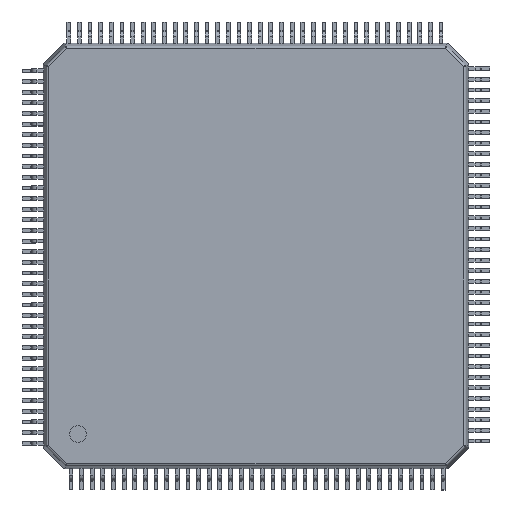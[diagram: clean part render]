
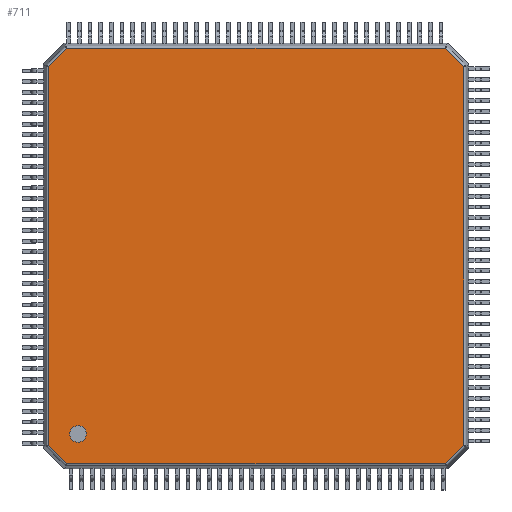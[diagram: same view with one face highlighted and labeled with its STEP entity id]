
A CAD part, top view. The second image highlights one B-rep face of the part: STEP entity #711.
In plain terms, the highlighted planar face has unit normal (0, 0, 1).
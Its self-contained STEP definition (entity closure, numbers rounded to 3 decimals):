
#711 = ADVANCED_FACE ( 'NONE', ( #49051, #1855 ), #93979, .F. ) ;
#1052 = VERTEX_POINT ( 'NONE', #65981 ) ;
#1855 = FACE_OUTER_BOUND ( 'NONE', #14080, .T. ) ;
#1906 = LINE ( 'NONE', #83047, #93651 ) ;
#1966 = LINE ( 'NONE', #32609, #85175 ) ;
#2328 = DIRECTION ( 'NONE',  ( -1., 0., 0. ) ) ;
#2330 = EDGE_CURVE ( 'NONE', #52669, #74546, #82510, .T. ) ;
#2790 = VERTEX_POINT ( 'NONE', #61919 ) ;
#2830 = DIRECTION ( 'NONE',  ( 0., 0., -1. ) ) ;
#6309 = EDGE_CURVE ( 'NONE', #43993, #52669, #66691, .T. ) ;
#7764 = LINE ( 'NONE', #45012, #22588 ) ;
#8441 = CARTESIAN_POINT ( 'NONE',  ( 9.77, -8.905, 0.7 ) ) ;
#11797 = VECTOR ( 'NONE', #64073, 1000. ) ;
#14080 = EDGE_LOOP ( 'NONE', ( #41944, #34627, #39450, #70279, #54967, #75386, #86879, #26969 ) ) ;
#14586 = CARTESIAN_POINT ( 'NONE',  ( 9.77, 0., 0.7 ) ) ;
#15840 = VECTOR ( 'NONE', #53579, 1000. ) ;
#17878 = CARTESIAN_POINT ( 'NONE',  ( 0., -9.77, 0.7 ) ) ;
#20104 = CARTESIAN_POINT ( 'NONE',  ( -9.77, 8.905, 0.7 ) ) ;
#20340 = EDGE_LOOP ( 'NONE', ( #27917, #52282 ) ) ;
#20513 = DIRECTION ( 'NONE',  ( 0.707, 0.707, 0. ) ) ;
#21017 = VERTEX_POINT ( 'NONE', #29007 ) ;
#21225 = CARTESIAN_POINT ( 'NONE',  ( -8.365, -8.365, 0.7 ) ) ;
#22588 = VECTOR ( 'NONE', #83270, 1000. ) ;
#22902 = CARTESIAN_POINT ( 'NONE',  ( 9.338, 9.338, 0.7 ) ) ;
#24932 = CARTESIAN_POINT ( 'NONE',  ( 0., 0., 0.7 ) ) ;
#26030 = EDGE_CURVE ( 'NONE', #74546, #84092, #93436, .T. ) ;
#26969 = ORIENTED_EDGE ( 'NONE', *, *, #45956, .T. ) ;
#27801 = DIRECTION ( 'NONE',  ( 0., 0., 1. ) ) ;
#27917 = ORIENTED_EDGE ( 'NONE', *, *, #77950, .F. ) ;
#28697 = DIRECTION ( 'NONE',  ( 0., 1., 0. ) ) ;
#28707 = CARTESIAN_POINT ( 'NONE',  ( 0., 9.77, 0.7 ) ) ;
#29007 = CARTESIAN_POINT ( 'NONE',  ( -8.905, 9.77, 0.7 ) ) ;
#31616 = EDGE_CURVE ( 'NONE', #95927, #1052, #1906, .T. ) ;
#32536 = DIRECTION ( 'NONE',  ( 0.707, -0.707, 0. ) ) ;
#32609 = CARTESIAN_POINT ( 'NONE',  ( -9.338, 9.338, 0.7 ) ) ;
#34627 = ORIENTED_EDGE ( 'NONE', *, *, #31616, .T. ) ;
#35054 = VECTOR ( 'NONE', #20513, 1000. ) ;
#36692 = DIRECTION ( 'NONE',  ( 0., 0., 1. ) ) ;
#39450 = ORIENTED_EDGE ( 'NONE', *, *, #69923, .T. ) ;
#41944 = ORIENTED_EDGE ( 'NONE', *, *, #79591, .T. ) ;
#42366 = CARTESIAN_POINT ( 'NONE',  ( -8.365, -8.365, 0.7 ) ) ;
#43993 = VERTEX_POINT ( 'NONE', #91699 ) ;
#45012 = CARTESIAN_POINT ( 'NONE',  ( -9.77, 0., 0.7 ) ) ;
#45956 = EDGE_CURVE ( 'NONE', #21017, #48573, #1966, .T. ) ;
#48573 = VERTEX_POINT ( 'NONE', #20104 ) ;
#49051 = FACE_BOUND ( 'NONE', #20340, .T. ) ;
#50933 = DIRECTION ( 'NONE',  ( 1., 0., 0. ) ) ;
#52282 = ORIENTED_EDGE ( 'NONE', *, *, #66239, .F. ) ;
#52669 = VERTEX_POINT ( 'NONE', #8441 ) ;
#53579 = DIRECTION ( 'NONE',  ( -0.707, 0.707, 0. ) ) ;
#54405 = AXIS2_PLACEMENT_3D ( 'NONE', #21225, #27801, #50933 ) ;
#54967 = ORIENTED_EDGE ( 'NONE', *, *, #2330, .T. ) ;
#59345 = DIRECTION ( 'NONE',  ( -1., 0., 0. ) ) ;
#61205 = VECTOR ( 'NONE', #28697, 1000. ) ;
#61919 = CARTESIAN_POINT ( 'NONE',  ( -7.979, -8.365, 0.7 ) ) ;
#62330 = CIRCLE ( 'NONE', #63984, 0.387 ) ;
#63984 = AXIS2_PLACEMENT_3D ( 'NONE', #42366, #36692, #67323 ) ;
#64073 = DIRECTION ( 'NONE',  ( 1., 0., 0. ) ) ;
#64264 = CARTESIAN_POINT ( 'NONE',  ( 9.77, 8.905, 0.7 ) ) ;
#65040 = LINE ( 'NONE', #17878, #11797 ) ;
#65386 = LINE ( 'NONE', #28707, #90528 ) ;
#65981 = CARTESIAN_POINT ( 'NONE',  ( -8.905, -9.77, 0.7 ) ) ;
#66239 = EDGE_CURVE ( 'NONE', #97934, #2790, #78483, .T. ) ;
#66691 = LINE ( 'NONE', #67195, #35054 ) ;
#67195 = CARTESIAN_POINT ( 'NONE',  ( 9.338, -9.338, 0.7 ) ) ;
#67323 = DIRECTION ( 'NONE',  ( 1., 0., 0. ) ) ;
#68305 = EDGE_CURVE ( 'NONE', #84092, #21017, #65386, .T. ) ;
#69923 = EDGE_CURVE ( 'NONE', #1052, #43993, #65040, .T. ) ;
#70012 = CARTESIAN_POINT ( 'NONE',  ( -9.77, -8.905, 0.7 ) ) ;
#70279 = ORIENTED_EDGE ( 'NONE', *, *, #6309, .T. ) ;
#74546 = VERTEX_POINT ( 'NONE', #64264 ) ;
#75386 = ORIENTED_EDGE ( 'NONE', *, *, #26030, .T. ) ;
#77950 = EDGE_CURVE ( 'NONE', #2790, #97934, #62330, .T. ) ;
#78483 = CIRCLE ( 'NONE', #54405, 0.387 ) ;
#78612 = CARTESIAN_POINT ( 'NONE',  ( -8.752, -8.365, 0.7 ) ) ;
#79591 = EDGE_CURVE ( 'NONE', #48573, #95927, #7764, .T. ) ;
#82510 = LINE ( 'NONE', #14586, #61205 ) ;
#82752 = AXIS2_PLACEMENT_3D ( 'NONE', #24932, #2830, #2328 ) ;
#83047 = CARTESIAN_POINT ( 'NONE',  ( -9.338, -9.338, 0.7 ) ) ;
#83270 = DIRECTION ( 'NONE',  ( 0., -1., 0. ) ) ;
#84092 = VERTEX_POINT ( 'NONE', #86639 ) ;
#85175 = VECTOR ( 'NONE', #87040, 1000. ) ;
#86639 = CARTESIAN_POINT ( 'NONE',  ( 8.905, 9.77, 0.7 ) ) ;
#86879 = ORIENTED_EDGE ( 'NONE', *, *, #68305, .T. ) ;
#87040 = DIRECTION ( 'NONE',  ( -0.707, -0.707, 0. ) ) ;
#90528 = VECTOR ( 'NONE', #59345, 1000. ) ;
#91699 = CARTESIAN_POINT ( 'NONE',  ( 8.905, -9.77, 0.7 ) ) ;
#93436 = LINE ( 'NONE', #22902, #15840 ) ;
#93651 = VECTOR ( 'NONE', #32536, 1000. ) ;
#93979 = PLANE ( 'NONE',  #82752 ) ;
#95927 = VERTEX_POINT ( 'NONE', #70012 ) ;
#97934 = VERTEX_POINT ( 'NONE', #78612 ) ;
